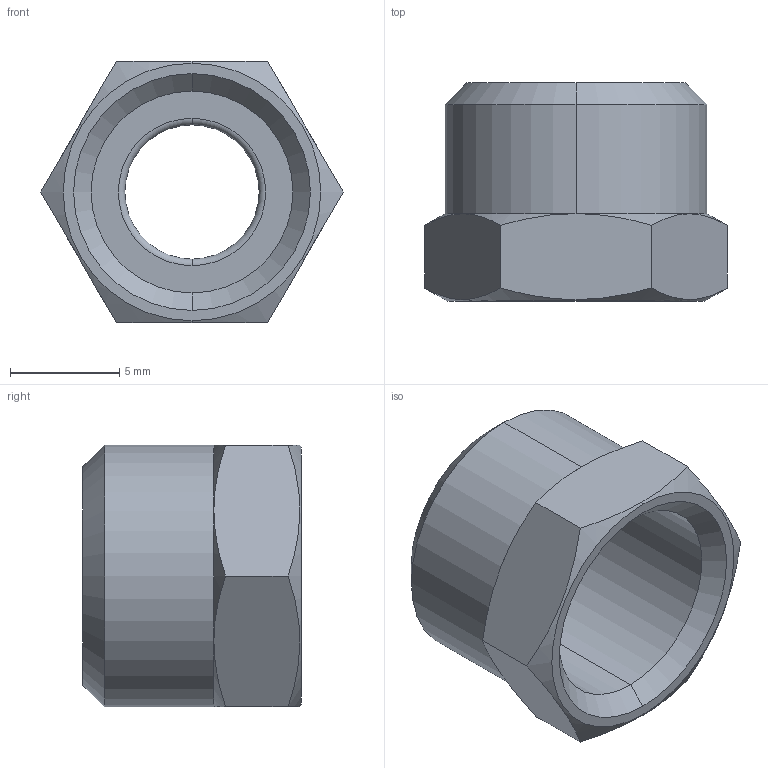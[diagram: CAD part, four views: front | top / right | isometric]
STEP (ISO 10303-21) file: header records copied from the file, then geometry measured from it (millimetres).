
FILE_DESCRIPTION (( 'STEP AP203' ), '1' );
FILE_NAME ('02170030.STEP', '2011-09-30T13:37:09', ( '' ), ( 'sopra-pneumatic' ), 'SwSTEP 2.0', 'SolidWorks 2011', '' );
FILE_SCHEMA (( 'CONFIG_CONTROL_DESIGN' ));
Length unit declared in the file: millimetre
Products named in the file (1): 02170030
Bounding box: 13.86 x 10 x 12 mm (x, y, z)
Volume: 565.7 mm3; surface area: 793.3 mm2
Topology: 1 solids, 1 shells, 31 faces, 68 edges, 40 vertices
Faces by surface type: cone 14, plane 9, cylinder 6, torus 2
Entity records: 999 total; most frequent: CARTESIAN_POINT 256, DIRECTION 140, ORIENTED_EDGE 136, EDGE_CURVE 68, AXIS2_PLACEMENT_3D 60, VERTEX_POINT 40, EDGE_LOOP 34, FACE_OUTER_BOUND 31
